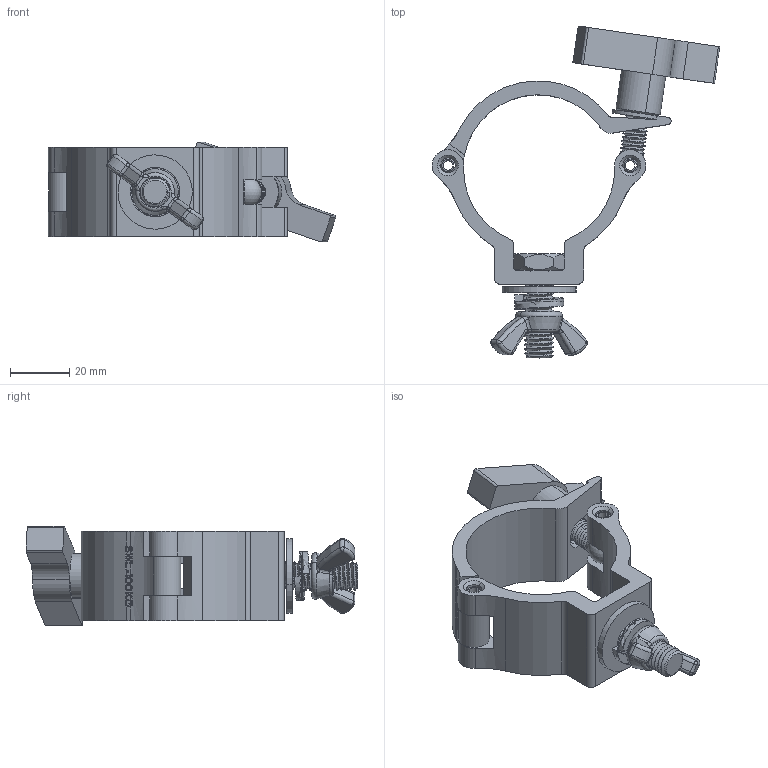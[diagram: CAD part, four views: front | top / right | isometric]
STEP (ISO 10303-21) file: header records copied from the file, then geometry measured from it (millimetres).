
FILE_DESCRIPTION(/* description */ ('50mm Light Duty Clamp with Large T-Handle for Truss or Tubing'),/* implementation_level */ '2;1');
FILE_NAME(/* name */ 'EVT50C-AHD.step',/* time_stamp */ '2024-01-22T18:40:12-08:00',/* author */ (''),/* organization */ (''),/* preprocessor_version */ 'ST-DEVELOPER v20',/* originating_system */ 'Autodesk Translation Framework v12.14.0.127',/* authorisation */ '');
FILE_SCHEMA (('AUTOMOTIVE_DESIGN { 1 0 10303 214 3 1 1 }'));
Length unit declared in the file: millimetre
Products named in the file (1): EVT50C-AHD
Bounding box: 96.77 x 111.71 x 33.52 mm (x, y, z)
Volume: 46275.7 mm3; surface area: 29599.4 mm2
Topology: 11 solids, 11 shells, 685 faces, 1889 edges, 1230 vertices
Faces by surface type: plane 335, cylinder 228, bspline 66, cone 28, torus 18, sphere 10
Entity records: 36451 total; most frequent: CARTESIAN_POINT 19725, ORIENTED_EDGE 3778, DIRECTION 3050, EDGE_CURVE 1889, VERTEX_POINT 1230, LINE 1030, VECTOR 1030, AXIS2_PLACEMENT_3D 1010
